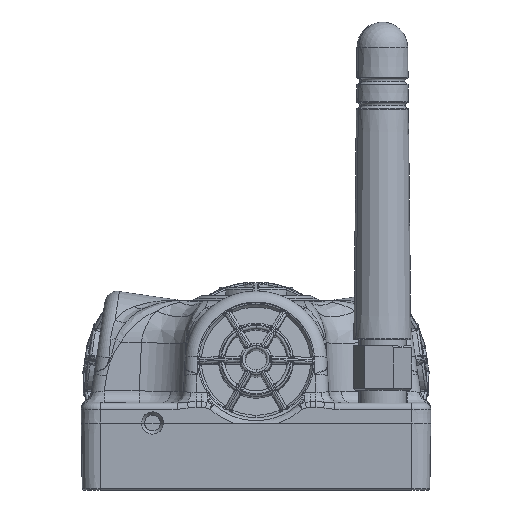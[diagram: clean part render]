
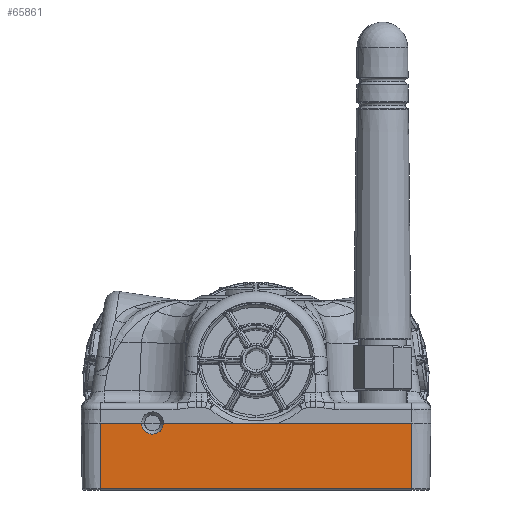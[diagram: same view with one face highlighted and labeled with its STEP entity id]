
A CAD part, front view. The second image highlights one B-rep face of the part: STEP entity #65861.
In plain terms, the highlighted planar face has unit normal (0, -1, -0.018).
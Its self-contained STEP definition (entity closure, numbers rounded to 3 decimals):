
#624 = DIRECTION ( 'NONE',  ( 1., 0., 0. ) ) ;
#1933 = EDGE_LOOP ( 'NONE', ( #16775, #5184, #66788, #67840, #4070, #56575, #5398, #15510 ) ) ;
#2057 = CARTESIAN_POINT ( 'NONE',  ( -15.842, -27.52, -0.454 ) ) ;
#2134 = B_SPLINE_CURVE_WITH_KNOTS ( 'NONE', 3,
 ( #66796, #45214, #14642, #54304, #23705, #63405, #32761, #2057, #41799, #11211, #50913, #20321, #60010, #29366, #69069, #47457, #16892, #55321 ),
 .UNSPECIFIED., .F., .F.,
 ( 4, 2, 2, 2, 2, 2, 2, 2, 4 ),
 ( 0., 0.125, 0.25, 0.375, 0.5, 0.625, 0.75, 0.875, 1. ),
 .UNSPECIFIED. ) ;
#4070 = ORIENTED_EDGE ( 'NONE', *, *, #13278, .T. ) ;
#4375 = LINE ( 'NONE', #44127, #65414 ) ;
#5184 = ORIENTED_EDGE ( 'NONE', *, *, #11225, .T. ) ;
#5398 = ORIENTED_EDGE ( 'NONE', *, *, #10187, .F. ) ;
#7187 = VERTEX_POINT ( 'NONE', #68660 ) ;
#8535 = DIRECTION ( 'NONE',  ( 1., 0., 0. ) ) ;
#8539 = EDGE_CURVE ( 'NONE', #7187, #24852, #36228, .T. ) ;
#8945 = EDGE_CURVE ( 'NONE', #60789, #65245, #9660, .T. ) ;
#9660 = LINE ( 'NONE', #67605, #43793 ) ;
#9897 = FACE_OUTER_BOUND ( 'NONE', #1933, .T. ) ;
#10187 = EDGE_CURVE ( 'NONE', #65245, #24852, #60597, .T. ) ;
#10403 = CARTESIAN_POINT ( 'NONE',  ( -14.564, -27.55, 1.25 ) ) ;
#11211 = CARTESIAN_POINT ( 'NONE',  ( -16.527, -27.519, -0.5 ) ) ;
#11225 = EDGE_CURVE ( 'NONE', #47702, #27016, #2134, .T. ) ;
#13278 = EDGE_CURVE ( 'NONE', #25744, #7187, #24635, .T. ) ;
#13558 = DIRECTION ( 'NONE',  ( 0., -0.017, 1. ) ) ;
#14642 = CARTESIAN_POINT ( 'NONE',  ( -14.606, -27.542, 0.793 ) ) ;
#15510 = ORIENTED_EDGE ( 'NONE', *, *, #8945, .F. ) ;
#15609 = CARTESIAN_POINT ( 'NONE',  ( -24.55, -27.55, 1.25 ) ) ;
#16775 = ORIENTED_EDGE ( 'NONE', *, *, #30967, .F. ) ;
#16861 = VECTOR ( 'NONE', #52605, 1000. ) ;
#16892 = CARTESIAN_POINT ( 'NONE',  ( -18.038, -27.546, 1.021 ) ) ;
#17759 = VECTOR ( 'NONE', #27199, 1000. ) ;
#19480 = CARTESIAN_POINT ( 'NONE',  ( -24.55, -27.55, 1.25 ) ) ;
#20321 = CARTESIAN_POINT ( 'NONE',  ( -17.177, -27.523, -0.279 ) ) ;
#20479 = CARTESIAN_POINT ( 'NONE',  ( 24.55, -27.369, -9.103 ) ) ;
#23705 = CARTESIAN_POINT ( 'NONE',  ( -14.907, -27.531, 0.175 ) ) ;
#24119 = DIRECTION ( 'NONE',  ( 1., 0., 0. ) ) ;
#24635 = LINE ( 'NONE', #20479, #48149 ) ;
#24701 = DIRECTION ( 'NONE',  ( 0., 0.017, -1. ) ) ;
#24852 = VERTEX_POINT ( 'NONE', #34610 ) ;
#25744 = VERTEX_POINT ( 'NONE', #39574 ) ;
#27016 = VERTEX_POINT ( 'NONE', #30258 ) ;
#27199 = DIRECTION ( 'NONE',  ( 0., -0.017, 1. ) ) ;
#29086 = EDGE_CURVE ( 'NONE', #40460, #27016, #61999, .T. ) ;
#29366 = CARTESIAN_POINT ( 'NONE',  ( -17.693, -27.531, 0.176 ) ) ;
#30139 = VECTOR ( 'NONE', #24119, 1000. ) ;
#30258 = CARTESIAN_POINT ( 'NONE',  ( -18.036, -27.55, 1.25 ) ) ;
#30967 = EDGE_CURVE ( 'NONE', #47702, #60789, #33155, .T. ) ;
#31398 = CARTESIAN_POINT ( 'NONE',  ( -24.55, -27.55, 1.25 ) ) ;
#32761 = CARTESIAN_POINT ( 'NONE',  ( -15.423, -27.523, -0.279 ) ) ;
#33155 = LINE ( 'NONE', #63792, #30139 ) ;
#34610 = CARTESIAN_POINT ( 'NONE',  ( 24.55, -27.55, 1.25 ) ) ;
#36228 = LINE ( 'NONE', #66898, #17759 ) ;
#39316 = VECTOR ( 'NONE', #624, 1000. ) ;
#39574 = CARTESIAN_POINT ( 'NONE',  ( -24.55, -27.369, -9.103 ) ) ;
#40460 = VERTEX_POINT ( 'NONE', #19480 ) ;
#41799 = CARTESIAN_POINT ( 'NONE',  ( -16.073, -27.519, -0.5 ) ) ;
#43793 = VECTOR ( 'NONE', #8535, 1000. ) ;
#44127 = CARTESIAN_POINT ( 'NONE',  ( -24.55, -27.55, 1.25 ) ) ;
#45214 = CARTESIAN_POINT ( 'NONE',  ( -14.562, -27.546, 1.021 ) ) ;
#46196 = PLANE ( 'NONE',  #61699 ) ;
#47457 = CARTESIAN_POINT ( 'NONE',  ( -17.994, -27.542, 0.792 ) ) ;
#47702 = VERTEX_POINT ( 'NONE', #10403 ) ;
#48149 = VECTOR ( 'NONE', #60154, 1000. ) ;
#50913 = CARTESIAN_POINT ( 'NONE',  ( -16.758, -27.52, -0.454 ) ) ;
#52605 = DIRECTION ( 'NONE',  ( 1., 0., 0. ) ) ;
#54304 = CARTESIAN_POINT ( 'NONE',  ( -14.778, -27.535, 0.37 ) ) ;
#54658 = CARTESIAN_POINT ( 'NONE',  ( -3.527, -27.55, 1.25 ) ) ;
#55292 = DIRECTION ( 'NONE',  ( 0., -1., -0.017 ) ) ;
#55321 = CARTESIAN_POINT ( 'NONE',  ( -18.036, -27.55, 1.25 ) ) ;
#56575 = ORIENTED_EDGE ( 'NONE', *, *, #8539, .T. ) ;
#60010 = CARTESIAN_POINT ( 'NONE',  ( -17.372, -27.526, -0.149 ) ) ;
#60154 = DIRECTION ( 'NONE',  ( 1., 0., 0. ) ) ;
#60597 = LINE ( 'NONE', #60697, #16861 ) ;
#60697 = CARTESIAN_POINT ( 'NONE',  ( -24.55, -27.55, 1.25 ) ) ;
#60789 = VERTEX_POINT ( 'NONE', #54658 ) ;
#61699 = AXIS2_PLACEMENT_3D ( 'NONE', #15609, #55292, #24701 ) ;
#61999 = LINE ( 'NONE', #31398, #39316 ) ;
#63405 = CARTESIAN_POINT ( 'NONE',  ( -15.228, -27.526, -0.148 ) ) ;
#63792 = CARTESIAN_POINT ( 'NONE',  ( -24.55, -27.55, 1.25 ) ) ;
#65245 = VERTEX_POINT ( 'NONE', #68689 ) ;
#65414 = VECTOR ( 'NONE', #13558, 1000. ) ;
#65861 = ADVANCED_FACE ( 'NONE', ( #9897 ), #46196, .T. ) ;
#66788 = ORIENTED_EDGE ( 'NONE', *, *, #29086, .F. ) ;
#66796 = CARTESIAN_POINT ( 'NONE',  ( -14.564, -27.55, 1.25 ) ) ;
#66898 = CARTESIAN_POINT ( 'NONE',  ( 24.55, -27.55, 1.25 ) ) ;
#67511 = EDGE_CURVE ( 'NONE', #25744, #40460, #4375, .T. ) ;
#67605 = CARTESIAN_POINT ( 'NONE',  ( -24.55, -27.55, 1.25 ) ) ;
#67840 = ORIENTED_EDGE ( 'NONE', *, *, #67511, .F. ) ;
#68660 = CARTESIAN_POINT ( 'NONE',  ( 24.55, -27.369, -9.103 ) ) ;
#68689 = CARTESIAN_POINT ( 'NONE',  ( 3.527, -27.55, 1.25 ) ) ;
#69069 = CARTESIAN_POINT ( 'NONE',  ( -17.822, -27.535, 0.371 ) ) ;
